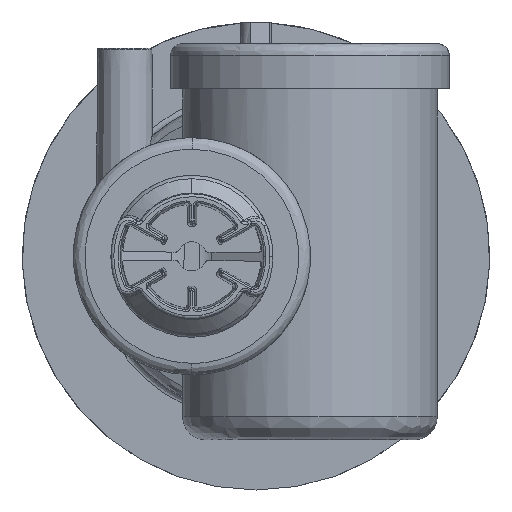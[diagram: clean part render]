
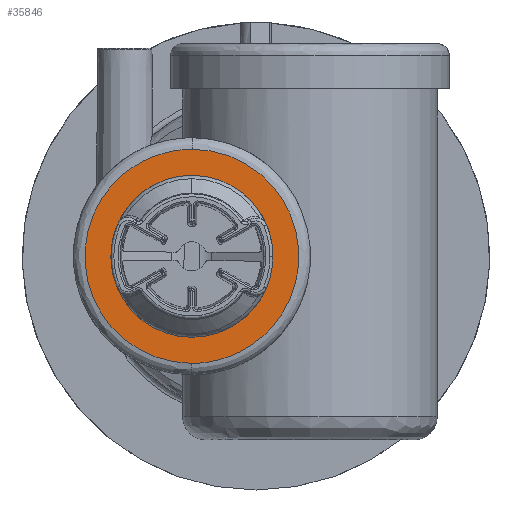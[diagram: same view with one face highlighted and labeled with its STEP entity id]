
A CAD part, front view. The second image highlights one B-rep face of the part: STEP entity #35846.
In plain terms, the highlighted planar face has unit normal (0, -1, 0).
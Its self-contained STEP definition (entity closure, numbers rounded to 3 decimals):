
#387 = DIRECTION ( 'NONE',  ( 0., 1., 0. ) ) ;
#2931 = FACE_OUTER_BOUND ( 'NONE', #43829, .T. ) ;
#4036 = ORIENTED_EDGE ( 'NONE', *, *, #45902, .F. ) ;
#6144 = DIRECTION ( 'NONE',  ( 0., 0., -1. ) ) ;
#8101 = CARTESIAN_POINT ( 'NONE',  ( -23.982, -18.244, 9.351 ) ) ;
#10103 = CARTESIAN_POINT ( 'NONE',  ( -5.54, -18.244, 0. ) ) ;
#10229 = EDGE_CURVE ( 'NONE', #21167, #23128, #14180, .T. ) ;
#11237 = CARTESIAN_POINT ( 'NONE',  ( -5.592, -18.244, -9.247 ) ) ;
#11330 = CARTESIAN_POINT ( 'NONE',  ( -24.086, -18.244, -9.143 ) ) ;
#12636 = CARTESIAN_POINT ( 'NONE',  ( -5.488, -18.244, 9.247 ) ) ;
#14180 =( BOUNDED_CURVE ( )  B_SPLINE_CURVE ( 3, ( #36929, #25441, #21339, #11237 ),
 .UNSPECIFIED., .F., .F. ) 
 B_SPLINE_CURVE_WITH_KNOTS ( ( 4, 4 ),
 ( 0., 1. ),
 .UNSPECIFIED. ) 
 CURVE ( )  GEOMETRIC_REPRESENTATION_ITEM ( )  RATIONAL_B_SPLINE_CURVE ( ( 1., 0.333, 0.333, 1. ) ) 
 REPRESENTATION_ITEM ( '' )  );
#17140 = CIRCLE ( 'NONE', #54508, 7. ) ;
#17309 = CARTESIAN_POINT ( 'NONE',  ( -5.488, -18.244, 9.247 ) ) ;
#18060 = EDGE_CURVE ( 'NONE', #42472, #26808, #17140, .T. ) ;
#19915 = AXIS2_PLACEMENT_3D ( 'NONE', #43826, #48532, #30851 ) ;
#21167 = VERTEX_POINT ( 'NONE', #17309 ) ;
#21339 = CARTESIAN_POINT ( 'NONE',  ( 12.902, -18.244, -9.351 ) ) ;
#21675 = EDGE_LOOP ( 'NONE', ( #46644, #43795 ) ) ;
#23128 = VERTEX_POINT ( 'NONE', #39340 ) ;
#25441 = CARTESIAN_POINT ( 'NONE',  ( 13.006, -18.244, 9.143 ) ) ;
#26808 = VERTEX_POINT ( 'NONE', #49956 ) ;
#29063 = FACE_BOUND ( 'NONE', #21675, .T. ) ;
#30399 = DIRECTION ( 'NONE',  ( 0., 0., 1. ) ) ;
#30851 = DIRECTION ( 'NONE',  ( 0., 0., -1. ) ) ;
#34161 = PLANE ( 'NONE',  #44943 ) ;
#35437 = DIRECTION ( 'NONE',  ( 0., -1., 0. ) ) ;
#35846 = ADVANCED_FACE ( 'NONE', ( #29063, #2931 ), #34161, .F. ) ;
#36929 = CARTESIAN_POINT ( 'NONE',  ( -5.488, -18.244, 9.247 ) ) ;
#39340 = CARTESIAN_POINT ( 'NONE',  ( -5.592, -18.244, -9.247 ) ) ;
#41863 = CIRCLE ( 'NONE', #19915, 7. ) ;
#42472 = VERTEX_POINT ( 'NONE', #46557 ) ;
#43180 = CARTESIAN_POINT ( 'NONE',  ( 1.46, -18.244, -0.039 ) ) ;
#43795 = ORIENTED_EDGE ( 'NONE', *, *, #18060, .F. ) ;
#43826 = CARTESIAN_POINT ( 'NONE',  ( -5.54, -18.244, 0. ) ) ;
#43829 = EDGE_LOOP ( 'NONE', ( #4036, #45285 ) ) ;
#44943 = AXIS2_PLACEMENT_3D ( 'NONE', #43180, #387, #30399 ) ;
#45285 = ORIENTED_EDGE ( 'NONE', *, *, #10229, .F. ) ;
#45902 = EDGE_CURVE ( 'NONE', #23128, #21167, #49868, .T. ) ;
#46557 = CARTESIAN_POINT ( 'NONE',  ( -5.54, -18.244, 7. ) ) ;
#46644 = ORIENTED_EDGE ( 'NONE', *, *, #51682, .F. ) ;
#48532 = DIRECTION ( 'NONE',  ( 0., -1., 0. ) ) ;
#49853 = CARTESIAN_POINT ( 'NONE',  ( -5.592, -18.244, -9.247 ) ) ;
#49868 =( BOUNDED_CURVE ( )  B_SPLINE_CURVE ( 3, ( #49853, #11330, #8101, #12636 ),
 .UNSPECIFIED., .F., .F. ) 
 B_SPLINE_CURVE_WITH_KNOTS ( ( 4, 4 ),
 ( 0., 1. ),
 .UNSPECIFIED. ) 
 CURVE ( )  GEOMETRIC_REPRESENTATION_ITEM ( )  RATIONAL_B_SPLINE_CURVE ( ( 1., 0.333, 0.333, 1. ) ) 
 REPRESENTATION_ITEM ( '' )  );
#49956 = CARTESIAN_POINT ( 'NONE',  ( -5.54, -18.244, -7. ) ) ;
#51682 = EDGE_CURVE ( 'NONE', #26808, #42472, #41863, .T. ) ;
#54508 = AXIS2_PLACEMENT_3D ( 'NONE', #10103, #35437, #6144 ) ;
